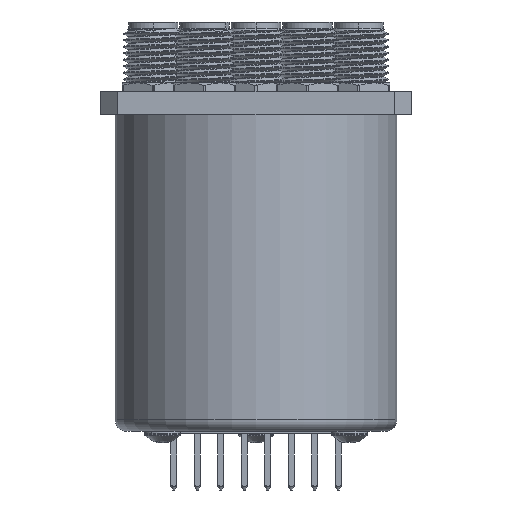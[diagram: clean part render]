
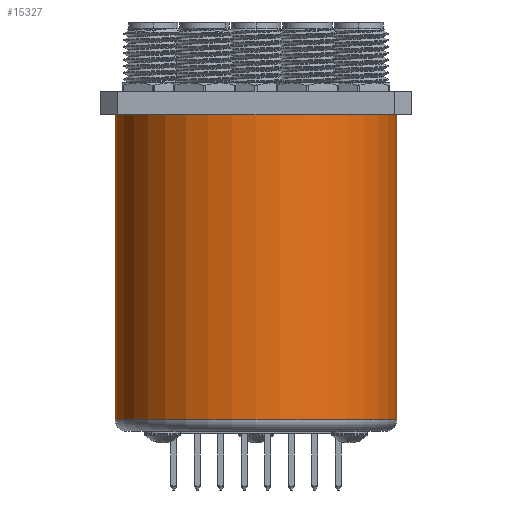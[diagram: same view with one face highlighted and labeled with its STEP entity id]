
A CAD part, front view. The second image highlights one B-rep face of the part: STEP entity #15327.
In plain terms, the highlighted cylindrical face has radius 15.25 mm (diameter 30.5 mm), a partial arc.
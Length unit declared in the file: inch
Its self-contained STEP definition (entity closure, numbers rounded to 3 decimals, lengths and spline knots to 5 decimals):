
#541 = LINE ( 'NONE', #3884, #26630 ) ;
#1678 = CARTESIAN_POINT ( 'NONE',  ( -0.60039, 0., -1.39882 ) ) ;
#2728 = CYLINDRICAL_SURFACE ( 'NONE', #12945, 0.60039 ) ;
#2883 = AXIS2_PLACEMENT_3D ( 'NONE', #39032, #14647, #20620 ) ;
#3884 = CARTESIAN_POINT ( 'NONE',  ( -0.60039, 0., -1.44882 ) ) ;
#7828 = DIRECTION ( 'NONE',  ( 0., 0., 1. ) ) ;
#9660 = ORIENTED_EDGE ( 'NONE', *, *, #33912, .T. ) ;
#10194 = ORIENTED_EDGE ( 'NONE', *, *, #31336, .F. ) ;
#12638 = CARTESIAN_POINT ( 'NONE',  ( -0.60039, 0., -0.09843 ) ) ;
#12697 = VECTOR ( 'NONE', #20388, 39.37008 ) ;
#12945 = AXIS2_PLACEMENT_3D ( 'NONE', #23719, #35816, #20757 ) ;
#13908 = ORIENTED_EDGE ( 'NONE', *, *, #14468, .T. ) ;
#14468 = EDGE_CURVE ( 'NONE', #19748, #31144, #25684, .T. ) ;
#14647 = DIRECTION ( 'NONE',  ( 0., 0., -1. ) ) ;
#15225 = AXIS2_PLACEMENT_3D ( 'NONE', #20300, #7828, #32013 ) ;
#15327 = ADVANCED_FACE ( 'NONE', ( #38774 ), #2728, .T. ) ;
#15922 = VERTEX_POINT ( 'NONE', #1678 ) ;
#17858 = ORIENTED_EDGE ( 'NONE', *, *, #30852, .T. ) ;
#18340 = DIRECTION ( 'NONE',  ( 0., 0., 1. ) ) ;
#19748 = VERTEX_POINT ( 'NONE', #33557 ) ;
#20300 = CARTESIAN_POINT ( 'NONE',  ( 0., 0., -1.39882 ) ) ;
#20388 = DIRECTION ( 'NONE',  ( 0., 0., 1. ) ) ;
#20620 = DIRECTION ( 'NONE',  ( -1., 0., 0. ) ) ;
#20757 = DIRECTION ( 'NONE',  ( 1., 0., 0. ) ) ;
#23719 = CARTESIAN_POINT ( 'NONE',  ( 0., 0., -1.44882 ) ) ;
#25684 = CIRCLE ( 'NONE', #2883, 0.60039 ) ;
#26057 = EDGE_LOOP ( 'NONE', ( #10194, #9660, #17858, #13908 ) ) ;
#26630 = VECTOR ( 'NONE', #18340, 39.37008 ) ;
#26714 = CARTESIAN_POINT ( 'NONE',  ( 0.60039, 0., -1.44882 ) ) ;
#30284 = CARTESIAN_POINT ( 'NONE',  ( 0.60039, 0., -1.39882 ) ) ;
#30852 = EDGE_CURVE ( 'NONE', #35804, #19748, #38419, .T. ) ;
#31144 = VERTEX_POINT ( 'NONE', #12638 ) ;
#31336 = EDGE_CURVE ( 'NONE', #15922, #31144, #541, .T. ) ;
#32013 = DIRECTION ( 'NONE',  ( 1., 0., 0. ) ) ;
#32342 = CIRCLE ( 'NONE', #15225, 0.60039 ) ;
#33557 = CARTESIAN_POINT ( 'NONE',  ( 0.60039, 0., -0.09843 ) ) ;
#33912 = EDGE_CURVE ( 'NONE', #15922, #35804, #32342, .T. ) ;
#35804 = VERTEX_POINT ( 'NONE', #30284 ) ;
#35816 = DIRECTION ( 'NONE',  ( 0., 0., 1. ) ) ;
#38419 = LINE ( 'NONE', #26714, #12697 ) ;
#38774 = FACE_OUTER_BOUND ( 'NONE', #26057, .T. ) ;
#39032 = CARTESIAN_POINT ( 'NONE',  ( 0., 0., -0.09843 ) ) ;
